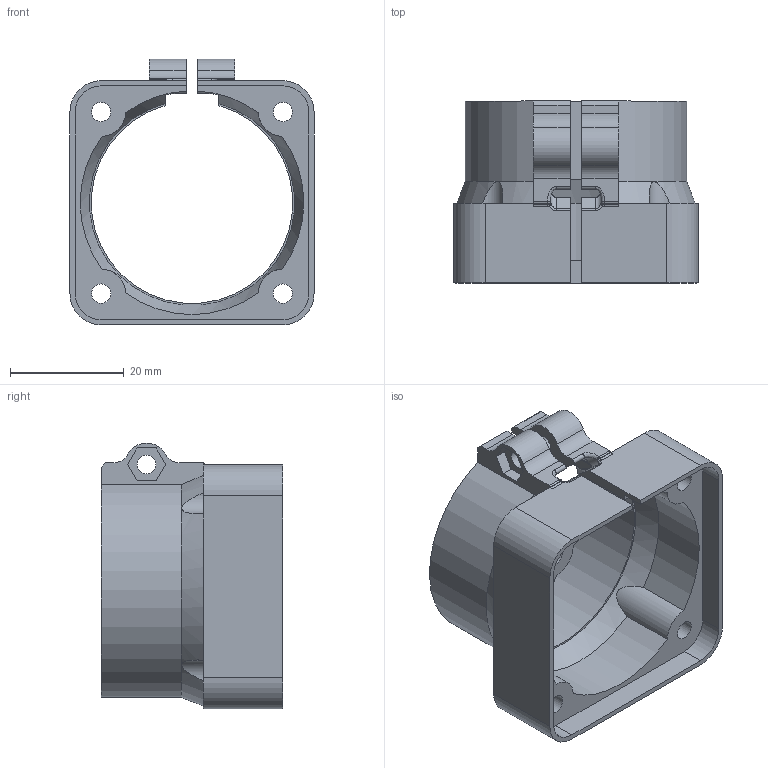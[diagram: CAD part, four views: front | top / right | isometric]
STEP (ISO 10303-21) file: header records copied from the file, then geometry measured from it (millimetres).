
FILE_DESCRIPTION(/* description */ (''),/* implementation_level */ '2;1');
FILE_NAME(/* name */ 'tube_clamp.step',/* time_stamp */ '2024-06-13T11:43:48+02:00',/* author */ (''),/* organization */ (''),/* preprocessor_version */ 'ST-DEVELOPER v20',/* originating_system */ 'Autodesk Translation Framework v13.14.0.145',/* authorisation */ '');
FILE_SCHEMA (('AUTOMOTIVE_DESIGN { 1 0 10303 214 3 1 1 }'));
Length unit declared in the file: millimetre
Products named in the file (1): clamp
Bounding box: 43 x 32 x 46.79 mm (x, y, z)
Volume: 9860 mm3; surface area: 10783.2 mm2
Topology: 1 solids, 1 shells, 147 faces, 407 edges, 260 vertices
Faces by surface type: plane 63, cylinder 58, bspline 22, cone 2, sphere 2
Full cylindrical faces by diameter (mm): 3.3 x2, 3.4 x4, 6.2 x5
Entity records: 5479 total; most frequent: CARTESIAN_POINT 1705, ORIENTED_EDGE 806, DIRECTION 765, EDGE_CURVE 403, AXIS2_PLACEMENT_3D 280, VERTEX_POINT 260, LINE 205, VECTOR 205
